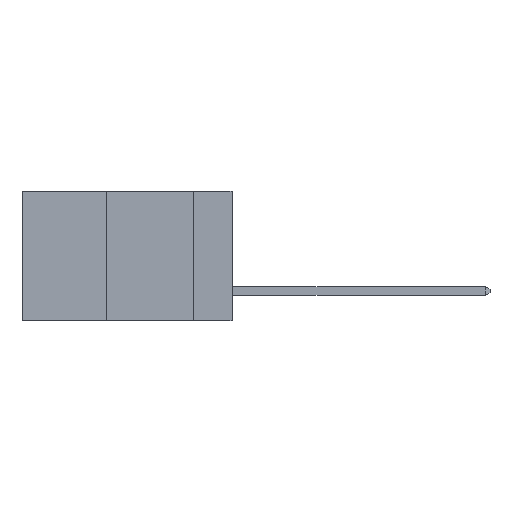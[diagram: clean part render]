
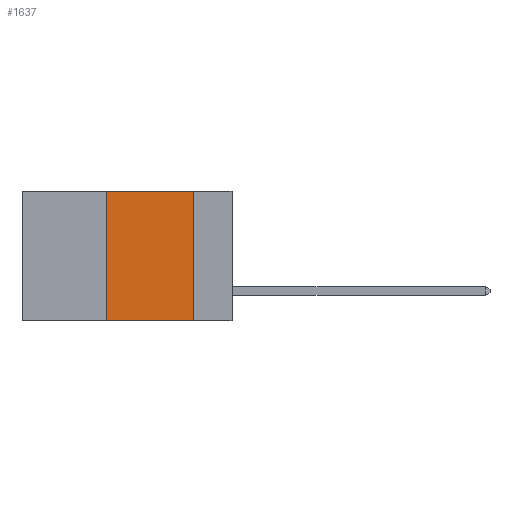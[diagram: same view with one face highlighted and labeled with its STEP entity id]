
A CAD part, left-side view. The second image highlights one B-rep face of the part: STEP entity #1637.
In plain terms, the highlighted planar face has unit normal (-1, 0, 0).
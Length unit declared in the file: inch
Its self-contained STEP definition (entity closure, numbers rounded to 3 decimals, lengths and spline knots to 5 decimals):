
#952 = LINE ( 'NONE', #5421, #14041 ) ;
#1328 = ORIENTED_EDGE ( 'NONE', *, *, #5791, .F. ) ;
#1451 = AXIS2_PLACEMENT_3D ( 'NONE', #1845, #1829, #1794 ) ;
#1473 = EDGE_CURVE ( 'NONE', #2423, #10911, #5667, .T. ) ;
#1637 = ADVANCED_FACE ( 'NONE', ( #3187 ), #1887, .F. ) ;
#1794 = DIRECTION ( 'NONE',  ( 0., 0., -1. ) ) ;
#1829 = DIRECTION ( 'NONE',  ( 1., 0., 0. ) ) ;
#1845 = CARTESIAN_POINT ( 'NONE',  ( 0., 0.6, 0. ) ) ;
#1887 = PLANE ( 'NONE',  #1451 ) ;
#2423 = VERTEX_POINT ( 'NONE', #3412 ) ;
#2560 = VECTOR ( 'NONE', #3508, 39.37008 ) ;
#2684 = DIRECTION ( 'NONE',  ( 0., 0., -1. ) ) ;
#2694 = CARTESIAN_POINT ( 'NONE',  ( 0., 0.11, 0. ) ) ;
#2779 = CARTESIAN_POINT ( 'NONE',  ( 0., 0.6, -0.37 ) ) ;
#3011 = VERTEX_POINT ( 'NONE', #11859 ) ;
#3187 = FACE_OUTER_BOUND ( 'NONE', #5394, .T. ) ;
#3412 = CARTESIAN_POINT ( 'NONE',  ( 0., 0.36, 0. ) ) ;
#3508 = DIRECTION ( 'NONE',  ( 0., -1., 0. ) ) ;
#3566 = CARTESIAN_POINT ( 'NONE',  ( 0., 0.6, 0. ) ) ;
#3704 = ORIENTED_EDGE ( 'NONE', *, *, #9558, .F. ) ;
#5394 = EDGE_LOOP ( 'NONE', ( #1328, #14800, #3704, #5638 ) ) ;
#5415 = LINE ( 'NONE', #2779, #11716 ) ;
#5421 = CARTESIAN_POINT ( 'NONE',  ( 0., 0.36, 0. ) ) ;
#5439 = CARTESIAN_POINT ( 'NONE',  ( 0., 0.11, -0.37 ) ) ;
#5638 = ORIENTED_EDGE ( 'NONE', *, *, #12088, .T. ) ;
#5667 = LINE ( 'NONE', #3566, #2560 ) ;
#5791 = EDGE_CURVE ( 'NONE', #10911, #10339, #15154, .T. ) ;
#6730 = DIRECTION ( 'NONE',  ( 0., 0., 1. ) ) ;
#8345 = VECTOR ( 'NONE', #2684, 39.37008 ) ;
#9186 = CARTESIAN_POINT ( 'NONE',  ( 0., 0.11, 0. ) ) ;
#9558 = EDGE_CURVE ( 'NONE', #3011, #2423, #952, .T. ) ;
#10339 = VERTEX_POINT ( 'NONE', #5439 ) ;
#10499 = DIRECTION ( 'NONE',  ( 0., -1., 0. ) ) ;
#10911 = VERTEX_POINT ( 'NONE', #2694 ) ;
#11716 = VECTOR ( 'NONE', #10499, 39.37008 ) ;
#11859 = CARTESIAN_POINT ( 'NONE',  ( 0., 0.36, -0.37 ) ) ;
#12088 = EDGE_CURVE ( 'NONE', #3011, #10339, #5415, .T. ) ;
#14041 = VECTOR ( 'NONE', #6730, 39.37008 ) ;
#14800 = ORIENTED_EDGE ( 'NONE', *, *, #1473, .F. ) ;
#15154 = LINE ( 'NONE', #9186, #8345 ) ;
